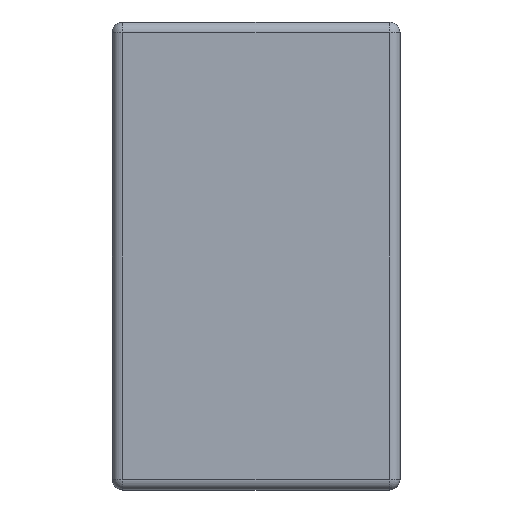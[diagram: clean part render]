
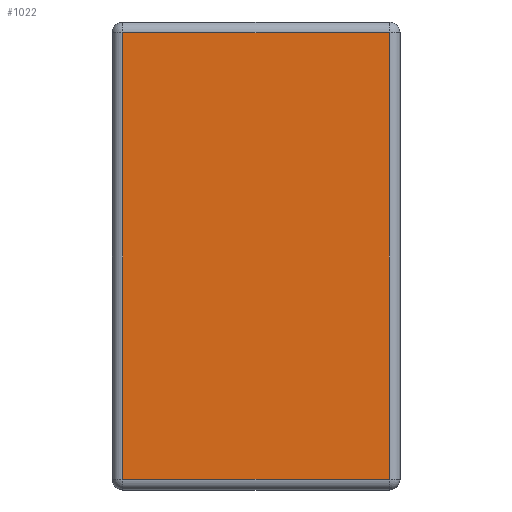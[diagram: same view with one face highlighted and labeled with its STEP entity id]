
A CAD part, front view. The second image highlights one B-rep face of the part: STEP entity #1022.
In plain terms, the highlighted planar face has unit normal (0, -1, 0).
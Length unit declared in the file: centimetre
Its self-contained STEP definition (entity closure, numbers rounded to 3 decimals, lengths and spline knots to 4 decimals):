
#15=PLANE('',#1151);
#78=FACE_OUTER_BOUND('',#152,.T.);
#152=EDGE_LOOP('',(#749,#750,#751,#752));
#214=LINE('',#1692,#286);
#225=LINE('',#1752,#297);
#227=LINE('',#1758,#299);
#228=LINE('',#1759,#300);
#286=VECTOR('',#1320,1.);
#297=VECTOR('',#1395,1.);
#299=VECTOR('',#1401,1.);
#300=VECTOR('',#1402,1.);
#446=VERTEX_POINT('',#1686);
#448=VERTEX_POINT('',#1690);
#465=VERTEX_POINT('',#1751);
#467=VERTEX_POINT('',#1757);
#539=EDGE_CURVE('',#448,#446,#214,.T.);
#569=EDGE_CURVE('',#446,#465,#225,.T.);
#572=EDGE_CURVE('',#467,#448,#227,.T.);
#573=EDGE_CURVE('',#465,#467,#228,.T.);
#749=ORIENTED_EDGE('',*,*,#539,.F.);
#750=ORIENTED_EDGE('',*,*,#572,.F.);
#751=ORIENTED_EDGE('',*,*,#573,.F.);
#752=ORIENTED_EDGE('',*,*,#569,.F.);
#1022=ADVANCED_FACE('',(#78),#15,.T.);
#1151=AXIS2_PLACEMENT_3D('',#1756,#1399,#1400);
#1320=DIRECTION('',(0.,0.,-1.));
#1395=DIRECTION('',(-1.,0.,0.));
#1399=DIRECTION('center_axis',(0.,-1.,0.));
#1400=DIRECTION('ref_axis',(0.,0.,1.));
#1401=DIRECTION('',(1.,0.,0.));
#1402=DIRECTION('',(0.,0.,1.));
#1686=CARTESIAN_POINT('',(16.07,12.1446,0.4084));
#1690=CARTESIAN_POINT('',(16.07,12.1446,1.6484));
#1692=CARTESIAN_POINT('',(16.07,12.1446,0.9534));
#1751=CARTESIAN_POINT('',(15.33,12.1446,0.4084));
#1752=CARTESIAN_POINT('',(15.7,12.1446,0.4084));
#1756=CARTESIAN_POINT('Origin',(15.7,12.1446,1.0284));
#1757=CARTESIAN_POINT('',(15.33,12.1446,1.6484));
#1758=CARTESIAN_POINT('',(15.7,12.1446,1.6484));
#1759=CARTESIAN_POINT('',(15.33,12.1446,0.9534));
